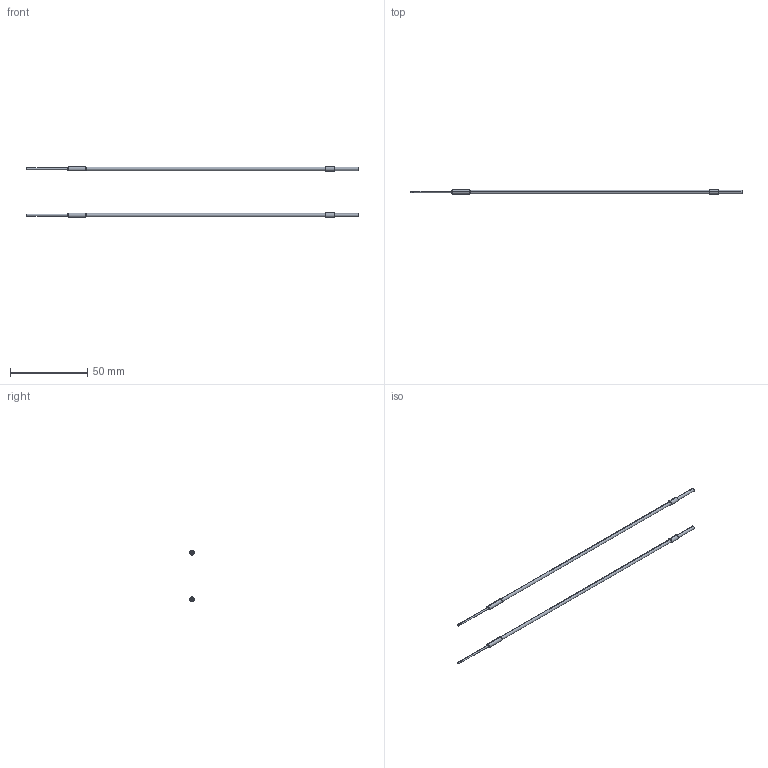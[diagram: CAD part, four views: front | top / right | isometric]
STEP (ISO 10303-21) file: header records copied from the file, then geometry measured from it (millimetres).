
FILE_DESCRIPTION (( 'STEP AP214' ), '1' );
FILE_NAME ('GPF-TH07S-27V3.STEP', '2017-11-18T01:40:45', ( '' ), ( '' ), 'SwSTEP 2.0', 'SolidWorks 2018', '' );
FILE_SCHEMA (( 'AUTOMOTIVE_DESIGN' ));
Length unit declared in the file: millimetre
Products named in the file (4): GPF-TH07S-27V3_HEAD; GPF-TH07S-27V3; GPF-TH07S-27V3_LENS; GPF-TH07S-27V3_GLASS FIBER
Assembly tree (6 placements, depth 2):
  GPF-TH07S-27V3
    GPF-TH07S-27V3_HEAD  x2
    GPF-TH07S-27V3_GLASS FIBER  x2
    GPF-TH07S-27V3_LENS  x2
Bounding box: 215 x 3 x 33 mm (x, y, z)
Volume: 1683.5 mm3; surface area: 3021.8 mm2
Topology: 6 solids, 6 shells, 94 faces, 202 edges, 122 vertices
Faces by surface type: plane 52, cylinder 30, cone 8, bspline 4
Entity records: 1453 total; most frequent: CARTESIAN_POINT 264, DIRECTION 241, ORIENTED_EDGE 198, EDGE_CURVE 99, AXIS2_PLACEMENT_3D 94, VERTEX_POINT 61, VECTOR 53, LINE 53
